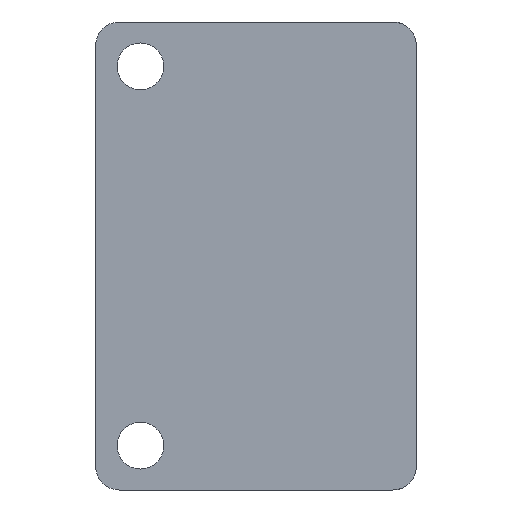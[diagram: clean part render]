
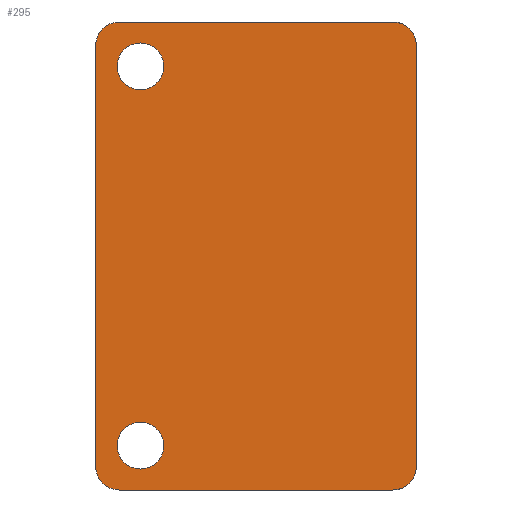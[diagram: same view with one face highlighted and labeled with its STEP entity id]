
A CAD part, front view. The second image highlights one B-rep face of the part: STEP entity #295.
In plain terms, the highlighted planar face has unit normal (0, -1, 0).
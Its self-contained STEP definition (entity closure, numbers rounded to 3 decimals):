
#9 = DIRECTION ( 'NONE',  ( 0., 0., -1. ) ) ;
#23 = LINE ( 'NONE', #591, #247 ) ;
#27 = DIRECTION ( 'NONE',  ( 0., 0., 1. ) ) ;
#29 = EDGE_CURVE ( 'NONE', #156, #684, #234, .T. ) ;
#40 = PLANE ( 'NONE',  #73 ) ;
#47 = CARTESIAN_POINT ( 'NONE',  ( 25.4, -2., 38. ) ) ;
#49 = FACE_BOUND ( 'NONE', #195, .T. ) ;
#51 = ORIENTED_EDGE ( 'NONE', *, *, #186, .T. ) ;
#53 = EDGE_CURVE ( 'NONE', #336, #205, #688, .T. ) ;
#73 = AXIS2_PLACEMENT_3D ( 'NONE', #289, #138, #142 ) ;
#82 = AXIS2_PLACEMENT_3D ( 'NONE', #549, #494, #27 ) ;
#88 = FACE_OUTER_BOUND ( 'NONE', #302, .T. ) ;
#90 = DIRECTION ( 'NONE',  ( 1., 0., 0. ) ) ;
#93 = VERTEX_POINT ( 'NONE', #216 ) ;
#97 = EDGE_CURVE ( 'NONE', #500, #206, #256, .T. ) ;
#121 = ORIENTED_EDGE ( 'NONE', *, *, #568, .F. ) ;
#138 = DIRECTION ( 'NONE',  ( 0., 1., 0. ) ) ;
#142 = DIRECTION ( 'NONE',  ( 0., 0., 1. ) ) ;
#150 = CIRCLE ( 'NONE', #629, 2. ) ;
#156 = VERTEX_POINT ( 'NONE', #382 ) ;
#161 = CARTESIAN_POINT ( 'NONE',  ( 25.4, -2., 2. ) ) ;
#166 = CARTESIAN_POINT ( 'NONE',  ( 27.4, -2., 40. ) ) ;
#167 = DIRECTION ( 'NONE',  ( 0., -1., 0. ) ) ;
#170 = LINE ( 'NONE', #521, #435 ) ;
#172 = CARTESIAN_POINT ( 'NONE',  ( 3.825, -2., 38.209 ) ) ;
#178 = VERTEX_POINT ( 'NONE', #172 ) ;
#186 = EDGE_CURVE ( 'NONE', #606, #93, #674, .T. ) ;
#187 = FACE_BOUND ( 'NONE', #409, .T. ) ;
#195 = EDGE_LOOP ( 'NONE', ( #675, #279 ) ) ;
#201 = DIRECTION ( 'NONE',  ( 0., 0., 1. ) ) ;
#204 = CARTESIAN_POINT ( 'NONE',  ( 3.825, -2., 3.791 ) ) ;
#205 = VERTEX_POINT ( 'NONE', #612 ) ;
#206 = VERTEX_POINT ( 'NONE', #343 ) ;
#211 = VERTEX_POINT ( 'NONE', #493 ) ;
#216 = CARTESIAN_POINT ( 'NONE',  ( 2., -2., 0. ) ) ;
#225 = VECTOR ( 'NONE', #9, 1000. ) ;
#233 = CIRCLE ( 'NONE', #294, 2. ) ;
#234 = CIRCLE ( 'NONE', #553, 2. ) ;
#247 = VECTOR ( 'NONE', #645, 1000. ) ;
#249 = DIRECTION ( 'NONE',  ( 0., 0., 1. ) ) ;
#251 = EDGE_CURVE ( 'NONE', #211, #606, #452, .T. ) ;
#252 = CARTESIAN_POINT ( 'NONE',  ( 27.4, -2., 38. ) ) ;
#255 = DIRECTION ( 'NONE',  ( 0., 1., 0. ) ) ;
#256 = CIRCLE ( 'NONE', #469, 2. ) ;
#272 = CARTESIAN_POINT ( 'NONE',  ( 2., -2., 38. ) ) ;
#276 = CIRCLE ( 'NONE', #344, 2. ) ;
#277 = CARTESIAN_POINT ( 'NONE',  ( 0., -2., 40. ) ) ;
#279 = ORIENTED_EDGE ( 'NONE', *, *, #440, .T. ) ;
#289 = CARTESIAN_POINT ( 'NONE',  ( 0., -2., 40. ) ) ;
#294 = AXIS2_PLACEMENT_3D ( 'NONE', #272, #540, #482 ) ;
#295 = ADVANCED_FACE ( 'NONE', ( #187, #49, #88 ), #40, .F. ) ;
#302 = EDGE_LOOP ( 'NONE', ( #121, #679, #443, #509, #362, #51, #504, #472 ) ) ;
#303 = CARTESIAN_POINT ( 'NONE',  ( 3.825, -2., 36.209 ) ) ;
#318 = CARTESIAN_POINT ( 'NONE',  ( 0., -2., 2. ) ) ;
#324 = LINE ( 'NONE', #166, #225 ) ;
#336 = VERTEX_POINT ( 'NONE', #686 ) ;
#343 = CARTESIAN_POINT ( 'NONE',  ( 25.4, -2., 40. ) ) ;
#344 = AXIS2_PLACEMENT_3D ( 'NONE', #577, #358, #249 ) ;
#354 = CARTESIAN_POINT ( 'NONE',  ( 2., -2., 40. ) ) ;
#358 = DIRECTION ( 'NONE',  ( 0., 1., 0. ) ) ;
#362 = ORIENTED_EDGE ( 'NONE', *, *, #251, .T. ) ;
#366 = DIRECTION ( 'NONE',  ( 0., 0., 1. ) ) ;
#371 = VERTEX_POINT ( 'NONE', #354 ) ;
#382 = CARTESIAN_POINT ( 'NONE',  ( 3.825, -2., 1.791 ) ) ;
#389 = ORIENTED_EDGE ( 'NONE', *, *, #390, .T. ) ;
#390 = EDGE_CURVE ( 'NONE', #684, #156, #276, .T. ) ;
#392 = CARTESIAN_POINT ( 'NONE',  ( 3.825, -2., 5.791 ) ) ;
#399 = AXIS2_PLACEMENT_3D ( 'NONE', #161, #657, #663 ) ;
#409 = EDGE_LOOP ( 'NONE', ( #389, #419 ) ) ;
#411 = EDGE_CURVE ( 'NONE', #371, #206, #23, .T. ) ;
#414 = DIRECTION ( 'NONE',  ( 0., 0., 1. ) ) ;
#419 = ORIENTED_EDGE ( 'NONE', *, *, #29, .T. ) ;
#428 = EDGE_CURVE ( 'NONE', #93, #336, #170, .T. ) ;
#435 = VECTOR ( 'NONE', #90, 1000. ) ;
#440 = EDGE_CURVE ( 'NONE', #573, #178, #150, .T. ) ;
#443 = ORIENTED_EDGE ( 'NONE', *, *, #411, .F. ) ;
#450 = EDGE_CURVE ( 'NONE', #178, #573, #620, .T. ) ;
#452 = LINE ( 'NONE', #277, #599 ) ;
#465 = CARTESIAN_POINT ( 'NONE',  ( 3.825, -2., 36.209 ) ) ;
#469 = AXIS2_PLACEMENT_3D ( 'NONE', #47, #167, #602 ) ;
#472 = ORIENTED_EDGE ( 'NONE', *, *, #53, .T. ) ;
#482 = DIRECTION ( 'NONE',  ( 0., 0., 1. ) ) ;
#493 = CARTESIAN_POINT ( 'NONE',  ( 0., -2., 38. ) ) ;
#494 = DIRECTION ( 'NONE',  ( 0., -1., 0. ) ) ;
#499 = DIRECTION ( 'NONE',  ( 0., 0., -1. ) ) ;
#500 = VERTEX_POINT ( 'NONE', #252 ) ;
#504 = ORIENTED_EDGE ( 'NONE', *, *, #428, .T. ) ;
#509 = ORIENTED_EDGE ( 'NONE', *, *, #596, .T. ) ;
#521 = CARTESIAN_POINT ( 'NONE',  ( 0., -2., 0. ) ) ;
#540 = DIRECTION ( 'NONE',  ( 0., -1., 0. ) ) ;
#549 = CARTESIAN_POINT ( 'NONE',  ( 2., -2., 2. ) ) ;
#553 = AXIS2_PLACEMENT_3D ( 'NONE', #204, #700, #366 ) ;
#568 = EDGE_CURVE ( 'NONE', #500, #205, #324, .T. ) ;
#573 = VERTEX_POINT ( 'NONE', #702 ) ;
#577 = CARTESIAN_POINT ( 'NONE',  ( 3.825, -2., 3.791 ) ) ;
#591 = CARTESIAN_POINT ( 'NONE',  ( 0., -2., 40. ) ) ;
#596 = EDGE_CURVE ( 'NONE', #371, #211, #233, .T. ) ;
#599 = VECTOR ( 'NONE', #499, 1000. ) ;
#602 = DIRECTION ( 'NONE',  ( 0., 0., 1. ) ) ;
#606 = VERTEX_POINT ( 'NONE', #318 ) ;
#612 = CARTESIAN_POINT ( 'NONE',  ( 27.4, -2., 2. ) ) ;
#620 = CIRCLE ( 'NONE', #689, 2. ) ;
#629 = AXIS2_PLACEMENT_3D ( 'NONE', #303, #699, #414 ) ;
#645 = DIRECTION ( 'NONE',  ( 1., 0., 0. ) ) ;
#657 = DIRECTION ( 'NONE',  ( 0., -1., 0. ) ) ;
#663 = DIRECTION ( 'NONE',  ( 0., 0., 1. ) ) ;
#674 = CIRCLE ( 'NONE', #82, 2. ) ;
#675 = ORIENTED_EDGE ( 'NONE', *, *, #450, .T. ) ;
#679 = ORIENTED_EDGE ( 'NONE', *, *, #97, .T. ) ;
#684 = VERTEX_POINT ( 'NONE', #392 ) ;
#686 = CARTESIAN_POINT ( 'NONE',  ( 25.4, -2., 0. ) ) ;
#688 = CIRCLE ( 'NONE', #399, 2. ) ;
#689 = AXIS2_PLACEMENT_3D ( 'NONE', #465, #255, #201 ) ;
#699 = DIRECTION ( 'NONE',  ( 0., 1., 0. ) ) ;
#700 = DIRECTION ( 'NONE',  ( 0., 1., 0. ) ) ;
#702 = CARTESIAN_POINT ( 'NONE',  ( 3.825, -2., 34.209 ) ) ;
